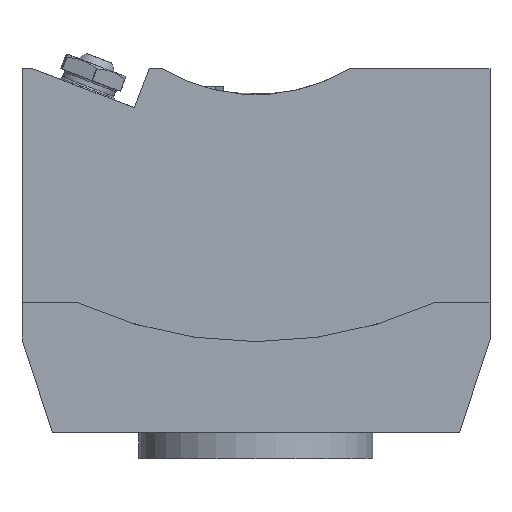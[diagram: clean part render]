
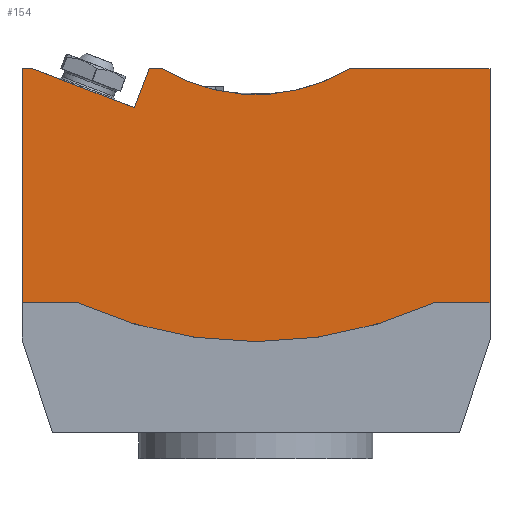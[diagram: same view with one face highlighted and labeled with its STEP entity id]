
A CAD part, left-side view. The second image highlights one B-rep face of the part: STEP entity #154.
In plain terms, the highlighted planar face has unit normal (-1, 0, 0).
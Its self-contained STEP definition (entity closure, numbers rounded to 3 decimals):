
#108=CIRCLE('',#1314,82.5);
#109=CIRCLE('',#1315,35.);
#154=ADVANCED_FACE('',(#276),#227,.T.);
#227=PLANE('',#1316);
#276=FACE_OUTER_BOUND('',#341,.T.);
#341=EDGE_LOOP('',(#477,#478,#479,#480,#481,#482,#483,#484,#485,#486,#487));
#477=ORIENTED_EDGE('',*,*,#925,.F.);
#478=ORIENTED_EDGE('',*,*,#926,.T.);
#479=ORIENTED_EDGE('',*,*,#927,.F.);
#480=ORIENTED_EDGE('',*,*,#928,.F.);
#481=ORIENTED_EDGE('',*,*,#929,.F.);
#482=ORIENTED_EDGE('',*,*,#930,.F.);
#483=ORIENTED_EDGE('',*,*,#931,.T.);
#484=ORIENTED_EDGE('',*,*,#932,.T.);
#485=ORIENTED_EDGE('',*,*,#933,.F.);
#486=ORIENTED_EDGE('',*,*,#934,.F.);
#487=ORIENTED_EDGE('',*,*,#935,.T.);
#799=VERTEX_POINT('',#1849);
#800=VERTEX_POINT('',#1850);
#801=VERTEX_POINT('',#1852);
#802=VERTEX_POINT('',#1854);
#803=VERTEX_POINT('',#1856);
#804=VERTEX_POINT('',#1858);
#805=VERTEX_POINT('',#1860);
#806=VERTEX_POINT('',#1862);
#807=VERTEX_POINT('',#1864);
#808=VERTEX_POINT('',#1866);
#809=VERTEX_POINT('',#1868);
#925=EDGE_CURVE('',#799,#800,#108,.T.);
#926=EDGE_CURVE('',#799,#801,#1095,.T.);
#927=EDGE_CURVE('',#802,#801,#1096,.T.);
#928=EDGE_CURVE('',#803,#802,#1097,.T.);
#929=EDGE_CURVE('',#804,#803,#109,.T.);
#930=EDGE_CURVE('',#805,#804,#1098,.T.);
#931=EDGE_CURVE('',#805,#806,#1099,.T.);
#932=EDGE_CURVE('',#806,#807,#1100,.T.);
#933=EDGE_CURVE('',#808,#807,#1101,.T.);
#934=EDGE_CURVE('',#809,#808,#1102,.T.);
#935=EDGE_CURVE('',#809,#800,#1103,.T.);
#1095=LINE('',#1851,#1214);
#1096=LINE('',#1853,#1215);
#1097=LINE('',#1855,#1216);
#1098=LINE('',#1859,#1217);
#1099=LINE('',#1861,#1218);
#1100=LINE('',#1863,#1219);
#1101=LINE('',#1865,#1220);
#1102=LINE('',#1867,#1221);
#1103=LINE('',#1869,#1222);
#1214=VECTOR('',#1483,1.);
#1215=VECTOR('',#1484,1.);
#1216=VECTOR('',#1485,1.);
#1217=VECTOR('',#1488,1.);
#1218=VECTOR('',#1489,1.);
#1219=VECTOR('',#1490,1.);
#1220=VECTOR('',#1491,1.);
#1221=VECTOR('',#1492,1.);
#1222=VECTOR('',#1493,1.);
#1314=AXIS2_PLACEMENT_3D('',#1848,#1481,#1482);
#1315=AXIS2_PLACEMENT_3D('',#1857,#1486,#1487);
#1316=AXIS2_PLACEMENT_3D('',#1870,#1494,#1495);
#1481=DIRECTION('',(1.,0.,0.));
#1482=DIRECTION('',(0.,1.,0.));
#1483=DIRECTION('',(0.,-1.,0.));
#1484=DIRECTION('',(0.,0.,-1.));
#1485=DIRECTION('',(0.,-1.,0.));
#1486=DIRECTION('',(-1.,0.,0.));
#1487=DIRECTION('',(0.,0.,1.));
#1488=DIRECTION('',(0.,-1.,0.));
#1489=DIRECTION('',(0.,0.358,-0.934));
#1490=DIRECTION('',(0.,0.934,0.358));
#1491=DIRECTION('',(0.,-1.,0.));
#1492=DIRECTION('',(0.,0.,1.));
#1493=DIRECTION('',(0.,-1.,0.));
#1494=DIRECTION('',(-1.,0.,0.));
#1495=DIRECTION('',(0.,0.,1.));
#1848=CARTESIAN_POINT('',(28.5,0.,100.));
#1849=CARTESIAN_POINT('',(28.5,-34.369,25.));
#1850=CARTESIAN_POINT('',(28.5,34.369,25.));
#1851=CARTESIAN_POINT('',(28.5,-34.369,25.));
#1852=CARTESIAN_POINT('',(28.5,-45.,25.));
#1853=CARTESIAN_POINT('',(28.5,-45.,18.));
#1854=CARTESIAN_POINT('',(28.5,-45.,70.));
#1855=CARTESIAN_POINT('',(28.5,-45.,70.));
#1856=CARTESIAN_POINT('',(28.5,-18.028,70.));
#1857=CARTESIAN_POINT('',(28.5,0.,100.));
#1858=CARTESIAN_POINT('',(28.5,18.028,70.));
#1859=CARTESIAN_POINT('',(28.5,-45.,70.));
#1860=CARTESIAN_POINT('',(28.5,20.506,70.));
#1861=CARTESIAN_POINT('',(28.5,17.082,78.919));
#1862=CARTESIAN_POINT('',(28.5,23.395,62.474));
#1863=CARTESIAN_POINT('',(28.5,78.313,83.555));
#1864=CARTESIAN_POINT('',(28.5,43.,70.));
#1865=CARTESIAN_POINT('',(28.5,-45.,70.));
#1866=CARTESIAN_POINT('',(28.5,45.,70.));
#1867=CARTESIAN_POINT('',(28.5,45.,70.));
#1868=CARTESIAN_POINT('',(28.5,45.,25.));
#1869=CARTESIAN_POINT('',(28.5,45.,25.));
#1870=CARTESIAN_POINT('',(28.5,72.,100.));
